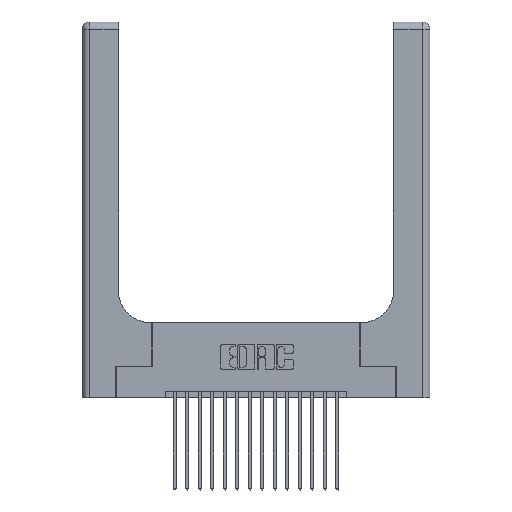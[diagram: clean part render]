
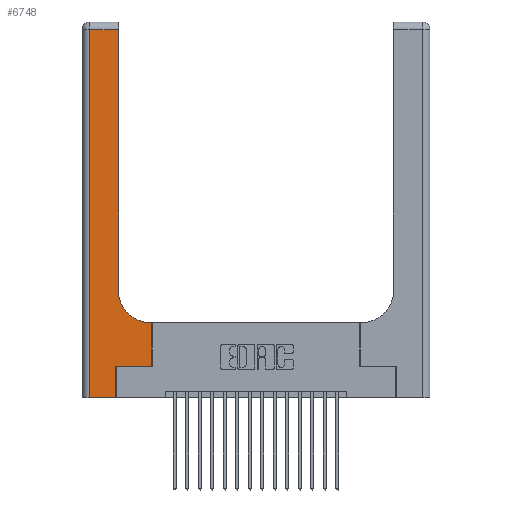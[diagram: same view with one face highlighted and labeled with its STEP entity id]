
A CAD part, top view. The second image highlights one B-rep face of the part: STEP entity #6748.
In plain terms, the highlighted planar face has unit normal (0, 0, 1).
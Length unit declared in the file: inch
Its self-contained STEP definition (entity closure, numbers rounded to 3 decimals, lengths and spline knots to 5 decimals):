
#437 = ORIENTED_EDGE ( 'NONE', *, *, #12352, .T. ) ;
#908 = VECTOR ( 'NONE', #14916, 39.37008 ) ;
#930 = CIRCLE ( 'NONE', #9741, 0.25 ) ;
#1064 = CARTESIAN_POINT ( 'NONE',  ( 0.5585, 0.25, 0.37 ) ) ;
#1149 = VERTEX_POINT ( 'NONE', #7395 ) ;
#1214 = VERTEX_POINT ( 'NONE', #6736 ) ;
#1242 = ORIENTED_EDGE ( 'NONE', *, *, #15159, .T. ) ;
#1249 = CARTESIAN_POINT ( 'NONE',  ( 0.269, 0., 0.37 ) ) ;
#1474 = CARTESIAN_POINT ( 'NONE',  ( 0.269, 0.25, 0.37 ) ) ;
#2269 = CARTESIAN_POINT ( 'NONE',  ( 0., 2.94, 0.37 ) ) ;
#2996 = VERTEX_POINT ( 'NONE', #1474 ) ;
#3012 = ORIENTED_EDGE ( 'NONE', *, *, #15731, .T. ) ;
#3644 = CARTESIAN_POINT ( 'NONE',  ( 0., 3., 0.37 ) ) ;
#3859 = DIRECTION ( 'NONE',  ( -1., 0., 0. ) ) ;
#4290 = EDGE_CURVE ( 'NONE', #1214, #18889, #6377, .T. ) ;
#4414 = LINE ( 'NONE', #1249, #7964 ) ;
#4599 = VECTOR ( 'NONE', #7318, 39.37008 ) ;
#4747 = CARTESIAN_POINT ( 'NONE',  ( 0.269, 0., 0.37 ) ) ;
#4772 = EDGE_CURVE ( 'NONE', #19760, #12448, #18072, .T. ) ;
#5030 = EDGE_CURVE ( 'NONE', #18889, #19760, #19239, .T. ) ;
#5192 = DIRECTION ( 'NONE',  ( 0., 0., -1. ) ) ;
#6377 = LINE ( 'NONE', #2269, #13985 ) ;
#6390 = ORIENTED_EDGE ( 'NONE', *, *, #19777, .T. ) ;
#6489 = ORIENTED_EDGE ( 'NONE', *, *, #12829, .T. ) ;
#6736 = CARTESIAN_POINT ( 'NONE',  ( 0.2915, 2.94, 0.37 ) ) ;
#6748 = ADVANCED_FACE ( 'NONE', ( #7707 ), #12776, .F. ) ;
#6986 = DIRECTION ( 'NONE',  ( -1., 0., 0. ) ) ;
#7311 = CARTESIAN_POINT ( 'NONE',  ( 0.2915, 3., 0.37 ) ) ;
#7318 = DIRECTION ( 'NONE',  ( 0., 1., 0. ) ) ;
#7344 = LINE ( 'NONE', #17702, #11390 ) ;
#7395 = CARTESIAN_POINT ( 'NONE',  ( 0.5585, 0.25, 0.37 ) ) ;
#7554 = ORIENTED_EDGE ( 'NONE', *, *, #16355, .T. ) ;
#7593 = CARTESIAN_POINT ( 'NONE',  ( 0.5415, 0.85, 0.37 ) ) ;
#7707 = FACE_OUTER_BOUND ( 'NONE', #13228, .T. ) ;
#7798 = ORIENTED_EDGE ( 'NONE', *, *, #5030, .T. ) ;
#7964 = VECTOR ( 'NONE', #15100, 39.37008 ) ;
#8479 = DIRECTION ( 'NONE',  ( 1., 0., 0. ) ) ;
#8626 = LINE ( 'NONE', #1064, #4599 ) ;
#9117 = DIRECTION ( 'NONE',  ( 1., 0., 0. ) ) ;
#9741 = AXIS2_PLACEMENT_3D ( 'NONE', #7593, #18318, #9117 ) ;
#9886 = VECTOR ( 'NONE', #8479, 39.37008 ) ;
#10353 = CARTESIAN_POINT ( 'NONE',  ( 0.5585, 0.6, 0.37 ) ) ;
#11370 = ORIENTED_EDGE ( 'NONE', *, *, #4290, .T. ) ;
#11390 = VECTOR ( 'NONE', #6986, 39.37008 ) ;
#11507 = CARTESIAN_POINT ( 'NONE',  ( 0.5415, 0.6, 0.37 ) ) ;
#12124 = AXIS2_PLACEMENT_3D ( 'NONE', #3644, #5192, #15862 ) ;
#12352 = EDGE_CURVE ( 'NONE', #12654, #15537, #930, .T. ) ;
#12448 = VERTEX_POINT ( 'NONE', #4747 ) ;
#12654 = VERTEX_POINT ( 'NONE', #11507 ) ;
#12776 = PLANE ( 'NONE',  #12124 ) ;
#12829 = EDGE_CURVE ( 'NONE', #15537, #1214, #14647, .T. ) ;
#12887 = CARTESIAN_POINT ( 'NONE',  ( 0.2915, 0.85, 0.37 ) ) ;
#13058 = CARTESIAN_POINT ( 'NONE',  ( 0.06, 0., 0.37 ) ) ;
#13228 = EDGE_LOOP ( 'NONE', ( #6489, #11370, #7798, #19979, #1242, #3012, #7554, #6390, #437 ) ) ;
#13985 = VECTOR ( 'NONE', #3859, 39.37008 ) ;
#14628 = VECTOR ( 'NONE', #18059, 39.37008 ) ;
#14647 = LINE ( 'NONE', #7311, #908 ) ;
#14690 = VERTEX_POINT ( 'NONE', #10353 ) ;
#14916 = DIRECTION ( 'NONE',  ( 0., 1., 0. ) ) ;
#14949 = CARTESIAN_POINT ( 'NONE',  ( 0.269, 0.25, 0.37 ) ) ;
#15090 = CARTESIAN_POINT ( 'NONE',  ( 0.06, 3., 0.37 ) ) ;
#15100 = DIRECTION ( 'NONE',  ( 0., 1., 0. ) ) ;
#15110 = LINE ( 'NONE', #14949, #14628 ) ;
#15159 = EDGE_CURVE ( 'NONE', #12448, #2996, #4414, .T. ) ;
#15537 = VERTEX_POINT ( 'NONE', #12887 ) ;
#15731 = EDGE_CURVE ( 'NONE', #2996, #1149, #15110, .T. ) ;
#15862 = DIRECTION ( 'NONE',  ( -1., 0., 0. ) ) ;
#16225 = CARTESIAN_POINT ( 'NONE',  ( 0.06, 2.94, 0.37 ) ) ;
#16355 = EDGE_CURVE ( 'NONE', #1149, #14690, #8626, .T. ) ;
#16589 = DIRECTION ( 'NONE',  ( 0., -1., 0. ) ) ;
#17610 = CARTESIAN_POINT ( 'NONE',  ( 0., 0., 0.37 ) ) ;
#17702 = CARTESIAN_POINT ( 'NONE',  ( 0.2915, 0.6, 0.37 ) ) ;
#17834 = VECTOR ( 'NONE', #16589, 39.37008 ) ;
#18059 = DIRECTION ( 'NONE',  ( 1., 0., 0. ) ) ;
#18072 = LINE ( 'NONE', #17610, #9886 ) ;
#18318 = DIRECTION ( 'NONE',  ( 0., 0., -1. ) ) ;
#18889 = VERTEX_POINT ( 'NONE', #16225 ) ;
#19239 = LINE ( 'NONE', #15090, #17834 ) ;
#19760 = VERTEX_POINT ( 'NONE', #13058 ) ;
#19777 = EDGE_CURVE ( 'NONE', #14690, #12654, #7344, .T. ) ;
#19979 = ORIENTED_EDGE ( 'NONE', *, *, #4772, .T. ) ;
